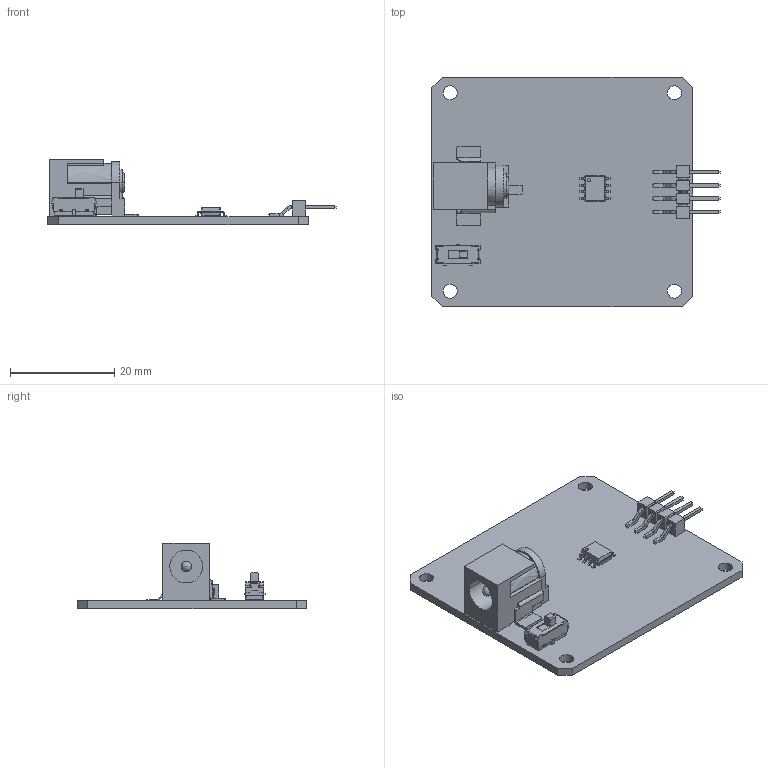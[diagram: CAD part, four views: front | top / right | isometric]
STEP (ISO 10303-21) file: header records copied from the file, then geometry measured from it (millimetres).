
FILE_DESCRIPTION(('KiCad electronic assembly'),'2;1');
FILE_NAME('NB3_power.step','2021-06-28T11:49:06',('Pcbnew'),('Kicad'), 'Open CASCADE STEP processor 7.5','KiCad to STEP converter','Unknown' );
FILE_SCHEMA(('AUTOMOTIVE_DESIGN { 1 0 10303 214 1 1 1 1 }'));
Length unit declared in the file: millimetre
Products named in the file (16): NB3_power 1; C_0805_2012Metric; R_0402_1005Metric; LED_0603_1608Metric; CP_EIA-7343-31_Kemet-D; Barrel_Jack_PJ-036AH-SMT-TR; COMPOUND; Switch_SPDT_SMD_Slide_JS102011JCQN; C_0402_1005Metric; PinHeader_TSM-104-01-L-SH; L_Bourns_SRN6045TA; Voltage_Regulator_AP64501; SOLID
Assembly tree (34 placements, depth 3):
  NB3_power 1
    C_0805_2012Metric  x10
    R_0402_1005Metric  x6
    LED_0603_1608Metric  x2
    CP_EIA-7343-31_Kemet-D
    Barrel_Jack_PJ-036AH-SMT-TR
      COMPOUND
    Switch_SPDT_SMD_Slide_JS102011JCQN
      COMPOUND
    C_0402_1005Metric  x5
    PinHeader_TSM-104-01-L-SH
      COMPOUND
    L_Bourns_SRN6045TA
    Voltage_Regulator_AP64501
      SOLID
    COMPOUND
Bounding box: 55.25 x 44 x 12.65 mm (x, y, z)
Volume: 4656 mm3; surface area: 6621.5 mm2
Topology: 24 solids, 24 shells, 823 faces, 2030 edges, 1261 vertices
Faces by surface type: bspline 800, cylinder 13, plane 10
Full cylindrical faces by diameter (mm): 0.3 x8, 2 x1, 2.7 x4
Entity records: 49618 total; most frequent: CARTESIAN_POINT 18469, B_SPLINE_CURVE_WITH_KNOTS 5404, ORIENTED_EDGE 4058, PCURVE 4058, DEFINITIONAL_REPRESENTATION 4058, EDGE_CURVE 2029, SURFACE_CURVE 2014, VERTEX_POINT 1261
